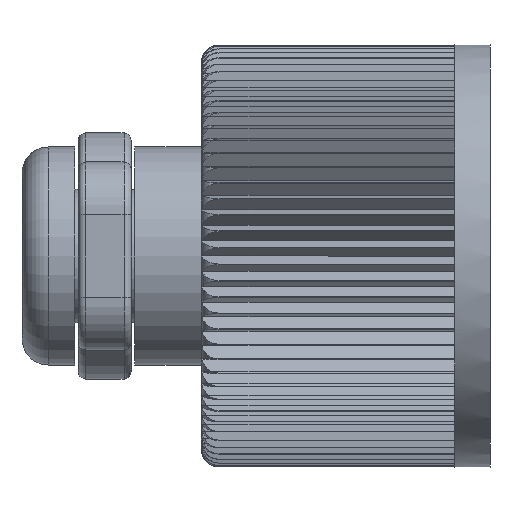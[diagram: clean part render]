
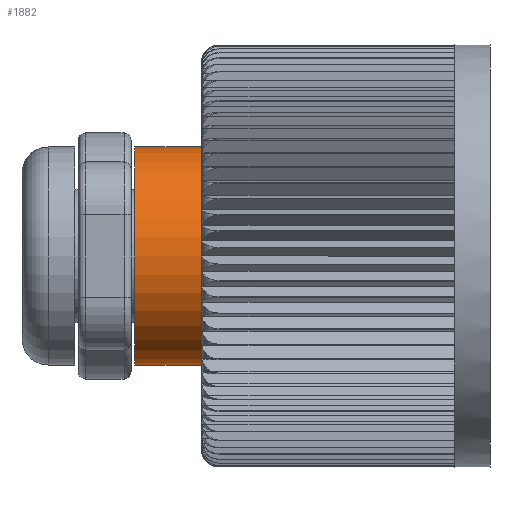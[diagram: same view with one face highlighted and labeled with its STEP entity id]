
A CAD part, left-side view. The second image highlights one B-rep face of the part: STEP entity #1882.
In plain terms, the highlighted cylindrical face has radius 3.1 mm (diameter 6.2 mm), a full revolution.
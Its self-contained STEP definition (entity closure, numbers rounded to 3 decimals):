
#1832=CYLINDRICAL_SURFACE('',#7024,3.1);
#1882=ADVANCED_FACE('',(#2554,#2555),#1832,.T.);
#2554=FACE_BOUND('',#2584,.T.);
#2555=FACE_BOUND('',#2585,.T.);
#2584=EDGE_LOOP('',(#2968));
#2585=EDGE_LOOP('',(#2969));
#2968=ORIENTED_EDGE('',*,*,#5751,.F.);
#2969=ORIENTED_EDGE('',*,*,#5749,.T.);
#5056=VERTEX_POINT('',#9555);
#5058=VERTEX_POINT('',#9560);
#5749=EDGE_CURVE('',#5056,#5056,#6794,.T.);
#5751=EDGE_CURVE('',#5058,#5058,#6796,.T.);
#6794=CIRCLE('',#7020,3.1);
#6796=CIRCLE('',#7023,3.1);
#7020=AXIS2_PLACEMENT_3D('',#9554,#7663,#7664);
#7023=AXIS2_PLACEMENT_3D('',#9559,#7669,#7670);
#7024=AXIS2_PLACEMENT_3D('',#9561,#7671,#7672);
#7663=DIRECTION('',(0.,-1.,0.));
#7664=DIRECTION('',(1.,0.,0.));
#7669=DIRECTION('',(0.,-1.,0.));
#7670=DIRECTION('',(1.,0.,0.));
#7671=DIRECTION('',(0.,-1.,0.));
#7672=DIRECTION('',(1.,0.,0.));
#9554=CARTESIAN_POINT('',(50.,60.1,0.));
#9555=CARTESIAN_POINT('',(53.1,60.1,0.));
#9559=CARTESIAN_POINT('',(50.,58.2,0.));
#9560=CARTESIAN_POINT('',(53.1,58.2,0.));
#9561=CARTESIAN_POINT('',(50.,50.,0.));
